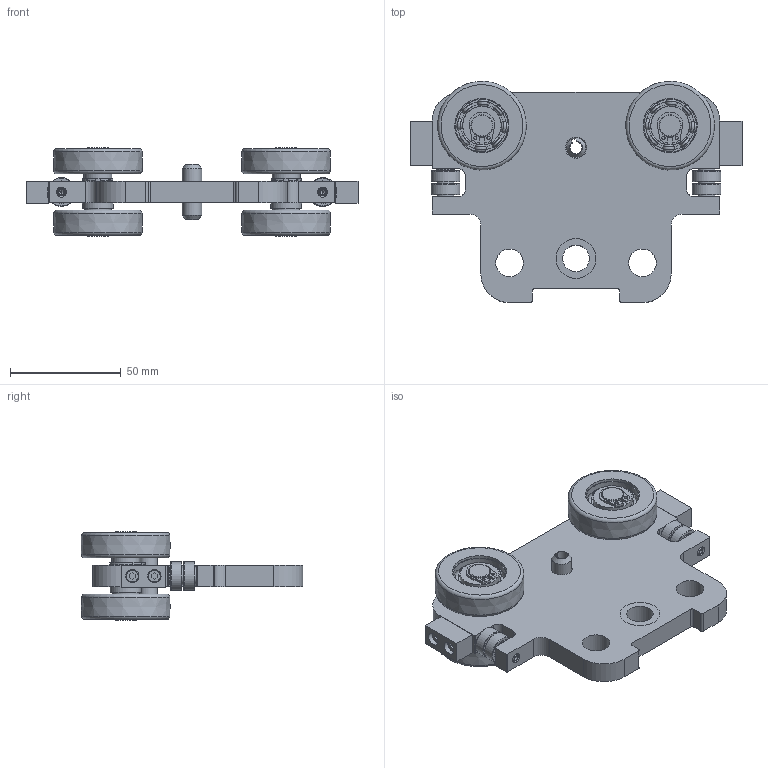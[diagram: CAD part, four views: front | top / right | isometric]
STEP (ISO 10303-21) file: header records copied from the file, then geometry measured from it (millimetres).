
FILE_DESCRIPTION(/* description */ ('ETA-3 FOUR WHEEL TROLLEY (85005345)'),/* implementation_level */ '2;1');
FILE_NAME(/* name */ '20131.stp',/* time_stamp */ '2020-12-18T14:16:45-05:00',/* author */ ('mnhhw'),/* organization */ (''),/* preprocessor_version */ 'ST-DEVELOPER v17',/* originating_system */ 'Autodesk Inventor 2019',/* authorisation */ '');
FILE_SCHEMA (('AUTOMOTIVE_DESIGN { 1 0 10303 214 3 1 1 }'));
Length unit declared in the file: millimetre
Products named in the file (15): 20131; 85005341_¶Ë³µ·½°¸3; 85005342; 85005845; BAC-C015-Z00-00K; GB£¯T276-94Éî¹µÇòÖ
á³Ð6200; GB894.1ÖáÓÃµ¯ÐÔµ²
È¦AÐÍ10; 85005344; GB894.1ÖáÓÃµ¯ÐÔµ²
È¦AÐÍ12; GB£¯T879.1_µ¯ÐÔÔ²ÖùÏú
 Ö±²Û ÖØÐÍ8¡Á25; Í­Ì×; GB£¯T70£®1-2000ÄÚÁù½ÇÔ²
ÖùÍ·ÂÝ¶¤M3¡Á10; GB£¯T879£®1-2000µ¯ÐÔÔ²Öù
ÏúÖ±²ÛÖØÐÍ3£®5¡Á
24; GB£¯T276-94Éî¹µÇòÖ
á³Ð624; GB£¯T97£®3-2006ÏúÖáÓ
ÃÆ½µæÈ¦4¡Á0£®8
Assembly tree (35 placements, depth 3):
  20131
    85005341_¶Ë³µ·½°¸3
    85005342  x2
    85005845  x4
      BAC-C015-Z00-00K
      GB£¯T276-94Éî¹µÇòÖ
á³Ð6200
    GB894.1ÖáÓÃµ¯ÐÔµ²
È¦AÐÍ10  x4
    GB894.1ÖáÓÃµ¯ÐÔµ²
È¦AÐÍ12  x2
    85005344  x2
    GB£¯T879.1_µ¯ÐÔÔ²ÖùÏú
 Ö±²Û ÖØÐÍ8¡Á25
    Í­Ì×
    GB£¯T70£®1-2000ÄÚÁù½ÇÔ²
ÖùÍ·ÂÝ¶¤M3¡Á10  x4
    GB£¯T276-94Éî¹µÇòÖ
á³Ð624  x4
    GB£¯T879£®1-2000µ¯ÐÔÔ²Öù
ÏúÖ±²ÛÖØÐÍ3£®5¡Á
24  x2
    GB£¯T97£®3-2006ÏúÖáÓ
ÃÆ½µæÈ¦4¡Á0£®8  x6
Bounding box: 150 x 100.06 x 40.2 mm (x, y, z)
Volume: 148452.6 mm3; surface area: 73799.3 mm2
Topology: 37 solids, 37 shells, 1042 faces, 3142 edges, 2214 vertices
Faces by surface type: plane 342, sphere 256, cylinder 230, torus 184, cone 26, bspline 4
Full cylindrical faces by diameter (mm): 1.5 x12, 2.5 x4, 3 x4, 3.2 x4, 3.5 x4, 4 x10, 5.5 x4, 6 x4, 6.7 x8, 7.663 x4, 8 x7, 9.137 x4, 9.4 x4, 10 x12, 10.1 x8, 11.1 x2, 12 x3, 12.2 x2, 12.5 x2, 12.6 x4, 12.7 x2, 13 x4, 14 x2, 17.4 x8, 18 x2, 19.29 x4, 21.91 x4, 23.8 x8, 24.5 x8, 30 x8
Entity records: 18709 total; most frequent: CARTESIAN_POINT 7836, DIRECTION 2142, ORIENTED_EDGE 2090, EDGE_CURVE 1045, AXIS2_PLACEMENT_3D 945, VERTEX_POINT 740, CIRCLE 545, EDGE_LOOP 475
